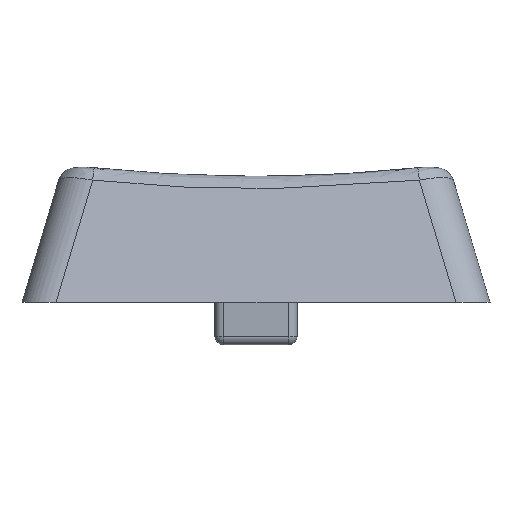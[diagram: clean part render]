
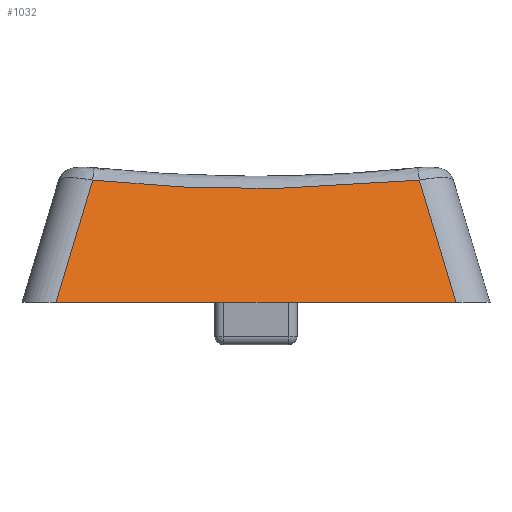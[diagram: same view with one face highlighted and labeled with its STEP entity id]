
A CAD part, left-side view. The second image highlights one B-rep face of the part: STEP entity #1032.
In plain terms, the highlighted planar face has unit normal (-0.958, 0, 0.287).
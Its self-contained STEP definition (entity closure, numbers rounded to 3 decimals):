
#992=CARTESIAN_POINT('',(45.972,-125.,-0.092));
#993=DIRECTION('',(-0.958,0.,0.287));
#994=DIRECTION('',(0.287,0.,0.958));
#995=AXIS2_PLACEMENT_3D('',#992,#993,#994);
#996=PLANE('',#995);
#997=CARTESIAN_POINT('',(45.25,-132.053,-2.5));
#998=VERTEX_POINT('',#997);
#999=CARTESIAN_POINT('',(46.543,-130.76,1.809));
#1000=VERTEX_POINT('',#999);
#1001=CARTESIAN_POINT('',(45.25,-132.053,-2.5));
#1002=DIRECTION('',(0.276,0.276,0.921));
#1003=VECTOR('',#1002,4.681);
#1004=LINE('',#1001,#1003);
#1005=EDGE_CURVE('',#998,#1000,#1004,.T.);
#1006=ORIENTED_EDGE('',*,*,#1005,.T.);
#1007=CARTESIAN_POINT('',(46.543,-119.24,1.809));
#1008=VERTEX_POINT('',#1007);
#1009=CARTESIAN_POINT('',(46.543,-130.76,1.809));
#1010=CARTESIAN_POINT('',(46.423,-126.92,1.408));
#1011=CARTESIAN_POINT('',(46.423,-123.08,1.408));
#1012=CARTESIAN_POINT('',(46.543,-119.24,1.809));
#1013=B_SPLINE_CURVE_WITH_KNOTS('',3,(#1009,#1010,#1011,#1012),.UNSPECIFIED.,.F.,.F.,(4,4),(0.,0.012),.UNSPECIFIED.);
#1014=EDGE_CURVE('',#1000,#1008,#1013,.T.);
#1015=ORIENTED_EDGE('',*,*,#1014,.T.);
#1016=CARTESIAN_POINT('',(45.25,-117.947,-2.5));
#1017=VERTEX_POINT('',#1016);
#1018=CARTESIAN_POINT('',(46.543,-119.24,1.809));
#1019=DIRECTION('',(-0.276,0.276,-0.921));
#1020=VECTOR('',#1019,4.681);
#1021=LINE('',#1018,#1020);
#1022=EDGE_CURVE('',#1008,#1017,#1021,.T.);
#1023=ORIENTED_EDGE('',*,*,#1022,.T.);
#1024=CARTESIAN_POINT('',(45.25,-117.947,-2.5));
#1025=DIRECTION('',(-0.,-1.,-0.));
#1026=VECTOR('',#1025,14.105);
#1027=LINE('',#1024,#1026);
#1028=EDGE_CURVE('',#1017,#998,#1027,.T.);
#1029=ORIENTED_EDGE('',*,*,#1028,.T.);
#1030=EDGE_LOOP('',(#1006,#1015,#1023,#1029));
#1031=FACE_BOUND('',#1030,.T.);
#1032=ADVANCED_FACE('',(#1031),#996,.T.);
